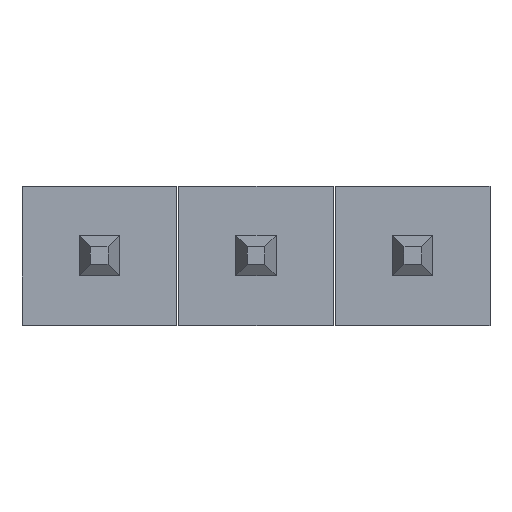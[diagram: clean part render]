
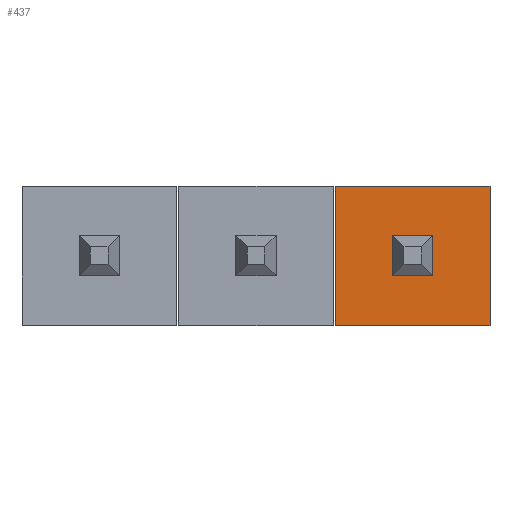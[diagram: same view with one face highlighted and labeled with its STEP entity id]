
A CAD part, top view. The second image highlights one B-rep face of the part: STEP entity #437.
In plain terms, the highlighted planar face has unit normal (0, 0, 1).
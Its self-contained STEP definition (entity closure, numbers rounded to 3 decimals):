
#3 = DIRECTION ( 'NONE',  ( -1., 0., 0. ) ) ;
#4 = VERTEX_POINT ( 'NONE', #85 ) ;
#40 = VECTOR ( 'NONE', #3, 1000. ) ;
#43 = CARTESIAN_POINT ( 'NONE',  ( 0.325, -0.325, 1.25 ) ) ;
#59 = CARTESIAN_POINT ( 'NONE',  ( 1.25, 1.125, 1.25 ) ) ;
#60 = VECTOR ( 'NONE', #157, 1000. ) ;
#80 = FACE_BOUND ( 'NONE', #684, .T. ) ;
#84 = LINE ( 'NONE', #703, #576 ) ;
#85 = CARTESIAN_POINT ( 'NONE',  ( 1.25, -1.125, 1.25 ) ) ;
#104 = CARTESIAN_POINT ( 'NONE',  ( 1.25, 1.125, 1.25 ) ) ;
#129 = VECTOR ( 'NONE', #232, 1000. ) ;
#137 = CARTESIAN_POINT ( 'NONE',  ( -1.25, -1.125, 1.25 ) ) ;
#143 = ORIENTED_EDGE ( 'NONE', *, *, #263, .F. ) ;
#145 = CARTESIAN_POINT ( 'NONE',  ( 0., 0., 1.25 ) ) ;
#157 = DIRECTION ( 'NONE',  ( 1., 0., 0. ) ) ;
#160 = VECTOR ( 'NONE', #408, 1000. ) ;
#173 = EDGE_CURVE ( 'NONE', #4, #357, #644, .T. ) ;
#180 = LINE ( 'NONE', #447, #160 ) ;
#187 = DIRECTION ( 'NONE',  ( 0., -1., 0. ) ) ;
#193 = ORIENTED_EDGE ( 'NONE', *, *, #271, .F. ) ;
#206 = EDGE_LOOP ( 'NONE', ( #371, #506, #545, #542 ) ) ;
#218 = EDGE_CURVE ( 'NONE', #470, #422, #180, .T. ) ;
#229 = AXIS2_PLACEMENT_3D ( 'NONE', #145, #471, #412 ) ;
#232 = DIRECTION ( 'NONE',  ( 0., 1., 0. ) ) ;
#240 = VECTOR ( 'NONE', #334, 1000. ) ;
#245 = PLANE ( 'NONE',  #229 ) ;
#263 = EDGE_CURVE ( 'NONE', #560, #442, #280, .T. ) ;
#270 = LINE ( 'NONE', #494, #60 ) ;
#271 = EDGE_CURVE ( 'NONE', #422, #560, #450, .T. ) ;
#280 = LINE ( 'NONE', #683, #129 ) ;
#302 = FACE_OUTER_BOUND ( 'NONE', #206, .T. ) ;
#309 = LINE ( 'NONE', #137, #613 ) ;
#310 = CARTESIAN_POINT ( 'NONE',  ( 1.25, -1.125, 1.25 ) ) ;
#317 = DIRECTION ( 'NONE',  ( 0., 1., 0. ) ) ;
#324 = VECTOR ( 'NONE', #317, 1000. ) ;
#334 = DIRECTION ( 'NONE',  ( 1., 0., 0. ) ) ;
#357 = VERTEX_POINT ( 'NONE', #59 ) ;
#361 = CARTESIAN_POINT ( 'NONE',  ( 0.325, 0.325, 1.25 ) ) ;
#370 = EDGE_CURVE ( 'NONE', #611, #712, #309, .T. ) ;
#371 = ORIENTED_EDGE ( 'NONE', *, *, #370, .T. ) ;
#386 = ORIENTED_EDGE ( 'NONE', *, *, #413, .F. ) ;
#387 = CARTESIAN_POINT ( 'NONE',  ( -1.25, -1.125, 1.25 ) ) ;
#405 = CARTESIAN_POINT ( 'NONE',  ( 0., -0.325, 1.25 ) ) ;
#408 = DIRECTION ( 'NONE',  ( 0., -1., 0. ) ) ;
#412 = DIRECTION ( 'NONE',  ( 1., 0., 0. ) ) ;
#413 = EDGE_CURVE ( 'NONE', #442, #470, #84, .T. ) ;
#422 = VERTEX_POINT ( 'NONE', #525 ) ;
#437 = ADVANCED_FACE ( 'NONE', ( #80, #302 ), #245, .T. ) ;
#442 = VERTEX_POINT ( 'NONE', #361 ) ;
#447 = CARTESIAN_POINT ( 'NONE',  ( -0.325, 0., 1.25 ) ) ;
#450 = LINE ( 'NONE', #405, #240 ) ;
#453 = ORIENTED_EDGE ( 'NONE', *, *, #218, .F. ) ;
#470 = VERTEX_POINT ( 'NONE', #630 ) ;
#471 = DIRECTION ( 'NONE',  ( 0., 0., 1. ) ) ;
#482 = EDGE_CURVE ( 'NONE', #712, #4, #270, .T. ) ;
#494 = CARTESIAN_POINT ( 'NONE',  ( 1.25, -1.125, 1.25 ) ) ;
#499 = EDGE_CURVE ( 'NONE', #357, #611, #597, .T. ) ;
#506 = ORIENTED_EDGE ( 'NONE', *, *, #482, .T. ) ;
#525 = CARTESIAN_POINT ( 'NONE',  ( -0.325, -0.325, 1.25 ) ) ;
#542 = ORIENTED_EDGE ( 'NONE', *, *, #499, .T. ) ;
#545 = ORIENTED_EDGE ( 'NONE', *, *, #173, .T. ) ;
#552 = CARTESIAN_POINT ( 'NONE',  ( -1.25, 1.125, 1.25 ) ) ;
#560 = VERTEX_POINT ( 'NONE', #43 ) ;
#572 = DIRECTION ( 'NONE',  ( -1., 0., 0. ) ) ;
#576 = VECTOR ( 'NONE', #572, 1000. ) ;
#597 = LINE ( 'NONE', #104, #40 ) ;
#611 = VERTEX_POINT ( 'NONE', #552 ) ;
#613 = VECTOR ( 'NONE', #187, 1000. ) ;
#630 = CARTESIAN_POINT ( 'NONE',  ( -0.325, 0.325, 1.25 ) ) ;
#644 = LINE ( 'NONE', #310, #324 ) ;
#683 = CARTESIAN_POINT ( 'NONE',  ( 0.325, 0., 1.25 ) ) ;
#684 = EDGE_LOOP ( 'NONE', ( #453, #386, #143, #193 ) ) ;
#703 = CARTESIAN_POINT ( 'NONE',  ( 0., 0.325, 1.25 ) ) ;
#712 = VERTEX_POINT ( 'NONE', #387 ) ;
